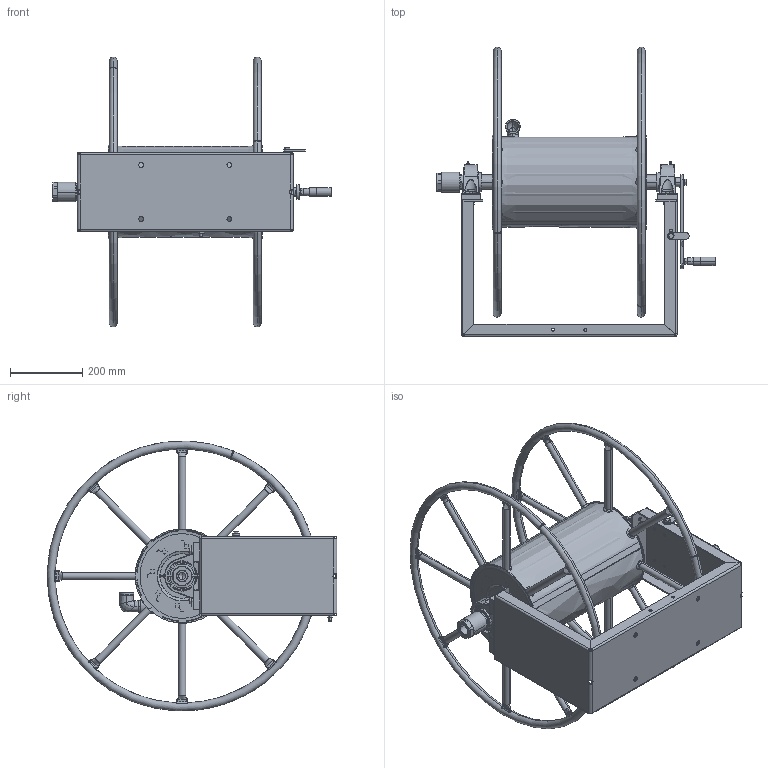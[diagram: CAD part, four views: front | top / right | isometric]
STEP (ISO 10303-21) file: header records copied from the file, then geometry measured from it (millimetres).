
FILE_DESCRIPTION((''),'2;1');
FILE_NAME('350_100_M_ASM','2019-12-05T',('CAD-01'),('CDM'),'PRO/ENGINEER BY PARAMETRIC TECHNOLOGY CORPORATION, 2015030','PRO/ENGINEER BY PARAMETRIC TECHNOLOGY CORPORATION, 2015030','');
FILE_SCHEMA(('CONFIG_CONTROL_DESIGN'));
Products named in the file (1): 350_100_M_ASM
Bounding box: 774.25 x 803.9 x 749.42 mm (x, y, z)
Surface area: 2572998.9 mm2 (no closed solid volume)
Topology: 0 solids, 152 shells, 1000 faces, 3569 edges, 2645 vertices
Faces by surface type: plane 312, bspline 260, cylinder 180, cone 161, extrusion 50, torus 37
Entity records: 73011 total; most frequent: CARTESIAN_POINT 36518, ORIENTED_EDGE 5444, DIRECTION 4346, EDGE_CURVE 3567, VERTEX_POINT 2645, B_SPLINE_CURVE_WITH_KNOTS 1501, FILL_AREA_STYLE_COLOUR 1498, FILL_AREA_STYLE 1498
